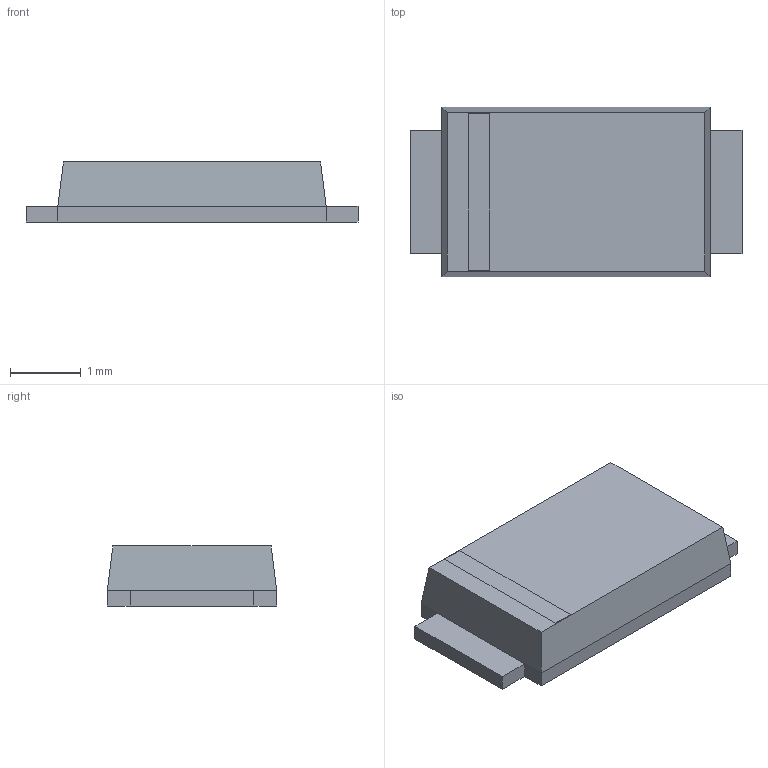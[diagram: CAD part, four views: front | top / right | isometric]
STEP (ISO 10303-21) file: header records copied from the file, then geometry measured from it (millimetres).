
FILE_DESCRIPTION(/* description */ (''),/* implementation_level */ '2;1');
FILE_NAME(/* name */ 'SODFL4724X85N.stp',/* time_stamp */ '2016-11-15T13:03:31+01:00',/* author */ ('jchouvet'),/* organization */ (''),/* preprocessor_version */ 'ST-DEVELOPER v16.1',/* originating_system */ 'AutoCAD Mechanical',/* authorisation */ '');
FILE_SCHEMA (('AUTOMOTIVE_DESIGN { 1 0 10303 214 3 1 1 }'));
Length unit declared in the file: millimetre
Products named in the file (1): Product
Bounding box: 4.7 x 2.4 x 0.85 mm (x, y, z)
Volume: 7.8 mm3; surface area: 52.9 mm2
Topology: 5 solids, 5 shells, 43 faces, 98 edges, 68 vertices
Faces by surface type: plane 43
Entity records: 1214 total; most frequent: CARTESIAN_POINT 208, ORIENTED_EDGE 192, DIRECTION 184, LINE 96, VECTOR 96, EDGE_CURVE 96, VERTEX_POINT 64, EDGE_LOOP 44
